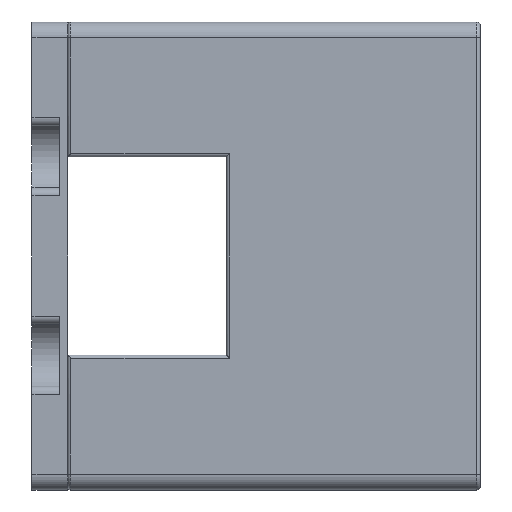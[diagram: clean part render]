
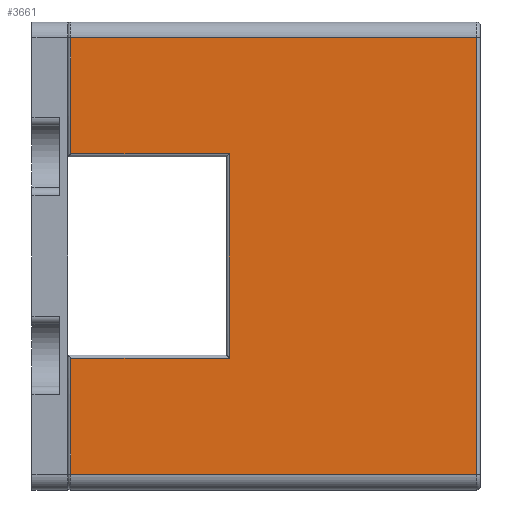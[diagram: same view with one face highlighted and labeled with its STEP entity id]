
A CAD part, left-side view. The second image highlights one B-rep face of the part: STEP entity #3661.
In plain terms, the highlighted planar face has unit normal (-1, 0, 0).
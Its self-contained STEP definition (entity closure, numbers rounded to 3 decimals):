
#296=PLANE('',#3987);
#436=FACE_OUTER_BOUND('',#662,.T.);
#662=EDGE_LOOP('',(#2769,#2770,#2771,#2772,#2773,#2774,#2775,#2776));
#962=LINE('',#5801,#1283);
#964=LINE('',#5810,#1285);
#968=LINE('',#5836,#1289);
#971=LINE('',#5845,#1292);
#976=LINE('',#5866,#1297);
#977=LINE('',#5871,#1298);
#989=LINE('',#5925,#1310);
#991=LINE('',#5930,#1312);
#1283=VECTOR('',#4588,10.);
#1285=VECTOR('',#4596,10.);
#1289=VECTOR('',#4630,10.);
#1292=VECTOR('',#4641,10.);
#1297=VECTOR('',#4670,10.);
#1298=VECTOR('',#4677,10.);
#1310=VECTOR('',#4741,10.);
#1312=VECTOR('',#4749,10.);
#1624=VERTEX_POINT('',#5799);
#1625=VERTEX_POINT('',#5800);
#1628=VERTEX_POINT('',#5808);
#1629=VERTEX_POINT('',#5809);
#1636=VERTEX_POINT('',#5835);
#1641=VERTEX_POINT('',#5859);
#1643=VERTEX_POINT('',#5870);
#1658=VERTEX_POINT('',#5918);
#2007=EDGE_CURVE('',#1624,#1625,#962,.T.);
#2011=EDGE_CURVE('',#1628,#1629,#964,.T.);
#2025=EDGE_CURVE('',#1636,#1628,#968,.T.);
#2030=EDGE_CURVE('',#1625,#1636,#971,.T.);
#2042=EDGE_CURVE('',#1641,#1624,#976,.T.);
#2044=EDGE_CURVE('',#1629,#1643,#977,.T.);
#2072=EDGE_CURVE('',#1643,#1658,#989,.T.);
#2075=EDGE_CURVE('',#1658,#1641,#991,.T.);
#2769=ORIENTED_EDGE('',*,*,#2042,.F.);
#2770=ORIENTED_EDGE('',*,*,#2075,.F.);
#2771=ORIENTED_EDGE('',*,*,#2072,.F.);
#2772=ORIENTED_EDGE('',*,*,#2044,.F.);
#2773=ORIENTED_EDGE('',*,*,#2011,.F.);
#2774=ORIENTED_EDGE('',*,*,#2025,.F.);
#2775=ORIENTED_EDGE('',*,*,#2030,.F.);
#2776=ORIENTED_EDGE('',*,*,#2007,.F.);
#3661=ADVANCED_FACE('',(#436),#296,.T.);
#3987=AXIS2_PLACEMENT_3D('',#5931,#4750,#4751);
#4588=DIRECTION('',(0.,-1.,0.));
#4596=DIRECTION('',(0.,0.,1.));
#4630=DIRECTION('',(0.,1.,0.));
#4641=DIRECTION('',(0.,0.,1.));
#4670=DIRECTION('',(0.,0.,1.));
#4677=DIRECTION('',(0.,-1.,0.));
#4741=DIRECTION('',(0.,0.,-1.));
#4749=DIRECTION('',(0.,1.,0.));
#4750=DIRECTION('center_axis',(-1.,0.,0.));
#4751=DIRECTION('ref_axis',(0.,0.,1.));
#5799=CARTESIAN_POINT('',(-16.,60.1,-12.9));
#5800=CARTESIAN_POINT('',(-16.,40.1,-12.9));
#5801=CARTESIAN_POINT('',(-16.,34.5,-12.9));
#5808=CARTESIAN_POINT('',(-16.,60.1,12.9));
#5809=CARTESIAN_POINT('',(-16.,60.1,27.5));
#5810=CARTESIAN_POINT('',(-16.,60.1,-14.75));
#5835=CARTESIAN_POINT('',(-16.,40.1,12.9));
#5836=CARTESIAN_POINT('',(-16.,34.5,12.9));
#5845=CARTESIAN_POINT('',(-16.,40.1,-14.75));
#5859=CARTESIAN_POINT('',(-16.,60.1,-27.5));
#5866=CARTESIAN_POINT('',(-16.,60.1,-14.75));
#5870=CARTESIAN_POINT('',(-16.,8.9,27.5));
#5871=CARTESIAN_POINT('',(-16.,8.5,27.5));
#5918=CARTESIAN_POINT('',(-16.,8.9,-27.5));
#5925=CARTESIAN_POINT('',(-16.,8.9,-14.75));
#5930=CARTESIAN_POINT('',(-16.,8.5,-27.5));
#5931=CARTESIAN_POINT('Origin',(-16.,8.5,-29.5));
